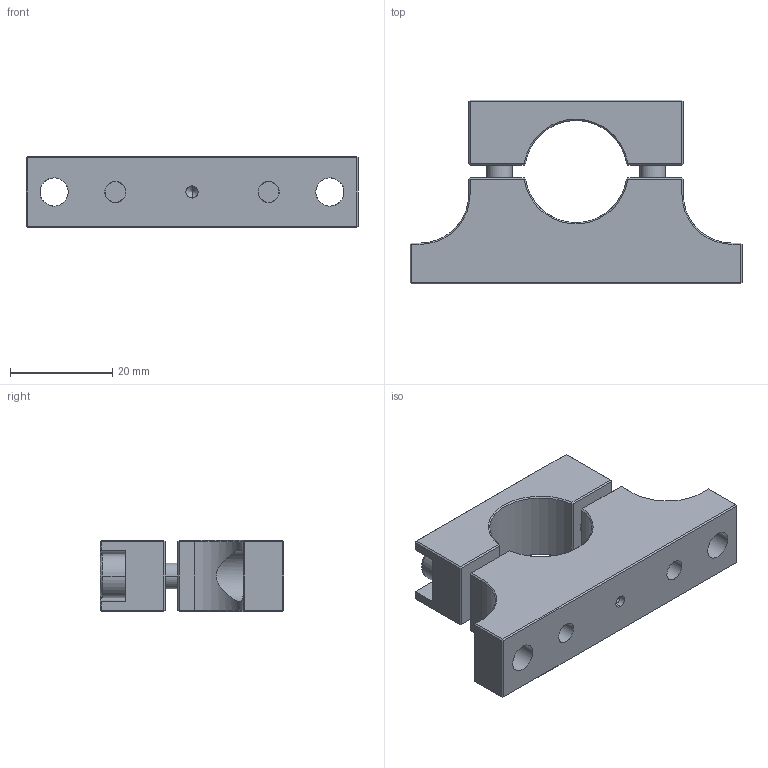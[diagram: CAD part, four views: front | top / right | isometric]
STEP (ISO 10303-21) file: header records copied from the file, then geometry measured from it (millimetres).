
FILE_DESCRIPTION (( 'STEP AP214' ), '1' );
FILE_NAME ('TMSSL-20M.step', '2017-08-09T18:00:00', ( '' ), ( '' ), 'SwSTEP 2.0', 'SolidWorks 2017', '' );
FILE_SCHEMA (( 'AUTOMOTIVE_DESIGN' ));
Length unit declared in the file: inch
Products named in the file (1): TMSSL-20M
Bounding box: 65 x 36 x 14 mm (x, y, z)
Volume: 17704.6 mm3; surface area: 8838.5 mm2
Topology: 4 solids, 4 shells, 179 faces, 401 edges, 229 vertices
Faces by surface type: plane 118, cylinder 32, cone 21, bspline 8
Entity records: 9579 total; most frequent: CARTESIAN_POINT 3418, ORIENTED_EDGE 790, DIRECTION 714, EDGE_CURVE 395, VECTOR 254, LINE 254, AXIS2_PLACEMENT_3D 230, VERTEX_POINT 229
